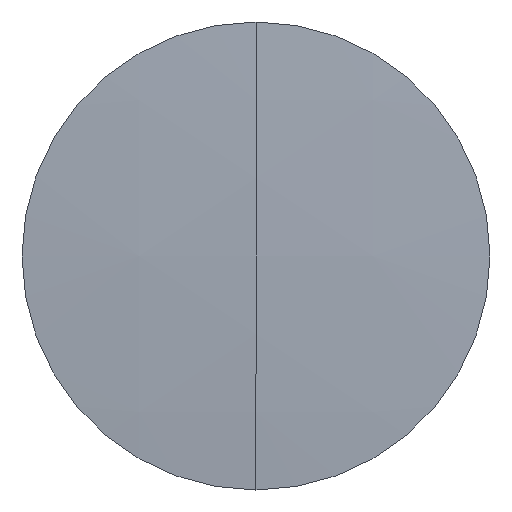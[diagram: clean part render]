
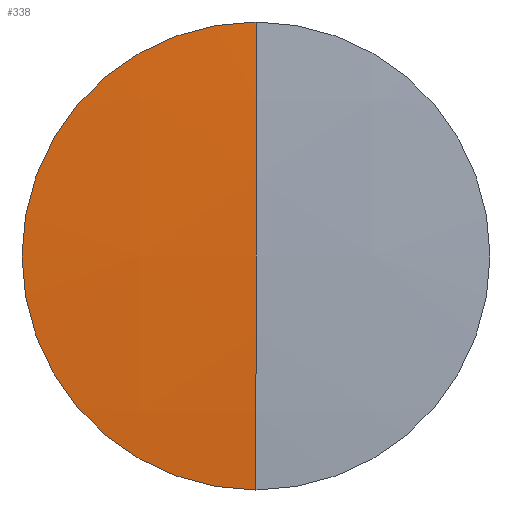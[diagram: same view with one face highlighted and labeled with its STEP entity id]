
A CAD part, left-side view. The second image highlights one B-rep face of the part: STEP entity #338.
In plain terms, the highlighted spherical face has radius 305.31 mm.
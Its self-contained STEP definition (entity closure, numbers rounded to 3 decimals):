
#3 = CARTESIAN_POINT ( 'NONE',  ( 674.609, 0., 0. ) ) ;
#8 = DIRECTION ( 'NONE',  ( 0., 1., 0. ) ) ;
#12 = DIRECTION ( 'NONE',  ( 0., 0., 1. ) ) ;
#46 = ORIENTED_EDGE ( 'NONE', *, *, #212, .F. ) ;
#49 = CARTESIAN_POINT ( 'NONE',  ( 369.955, 0., 0. ) ) ;
#57 = EDGE_CURVE ( 'NONE', #271, #275, #253, .T. ) ;
#61 = EDGE_LOOP ( 'NONE', ( #246, #181, #46 ) ) ;
#70 = AXIS2_PLACEMENT_3D ( 'NONE', #223, #8, #12 ) ;
#101 = EDGE_CURVE ( 'NONE', #275, #309, #298, .T. ) ;
#105 = CARTESIAN_POINT ( 'NONE',  ( 369.299, 0., 0. ) ) ;
#123 = AXIS2_PLACEMENT_3D ( 'NONE', #49, #265, #178 ) ;
#131 = DIRECTION ( 'NONE',  ( 0., 1., 0. ) ) ;
#137 = DIRECTION ( 'NONE',  ( 0., 0., -1. ) ) ;
#153 = AXIS2_PLACEMENT_3D ( 'NONE', #296, #326, #137 ) ;
#178 = DIRECTION ( 'NONE',  ( 0., 0., 1. ) ) ;
#181 = ORIENTED_EDGE ( 'NONE', *, *, #101, .T. ) ;
#183 = SPHERICAL_SURFACE ( 'NONE', #70, 305.31 ) ;
#188 = CARTESIAN_POINT ( 'NONE',  ( 369.955, 0., -20. ) ) ;
#199 = CIRCLE ( 'NONE', #153, 305.31 ) ;
#203 = AXIS2_PLACEMENT_3D ( 'NONE', #3, #131, #318 ) ;
#212 = EDGE_CURVE ( 'NONE', #271, #309, #199, .T. ) ;
#223 = CARTESIAN_POINT ( 'NONE',  ( 674.609, 0., 0. ) ) ;
#246 = ORIENTED_EDGE ( 'NONE', *, *, #57, .T. ) ;
#253 = CIRCLE ( 'NONE', #123, 20. ) ;
#265 = DIRECTION ( 'NONE',  ( -1., 0., 0. ) ) ;
#271 = VERTEX_POINT ( 'NONE', #291 ) ;
#275 = VERTEX_POINT ( 'NONE', #188 ) ;
#291 = CARTESIAN_POINT ( 'NONE',  ( 369.955, 0., 20. ) ) ;
#294 = FACE_OUTER_BOUND ( 'NONE', #61, .T. ) ;
#296 = CARTESIAN_POINT ( 'NONE',  ( 674.609, 0., 0. ) ) ;
#298 = CIRCLE ( 'NONE', #203, 305.31 ) ;
#309 = VERTEX_POINT ( 'NONE', #105 ) ;
#318 = DIRECTION ( 'NONE',  ( 0., 0., 1. ) ) ;
#326 = DIRECTION ( 'NONE',  ( 0., -1., 0. ) ) ;
#338 = ADVANCED_FACE ( 'NONE', ( #294 ), #183, .T. ) ;
